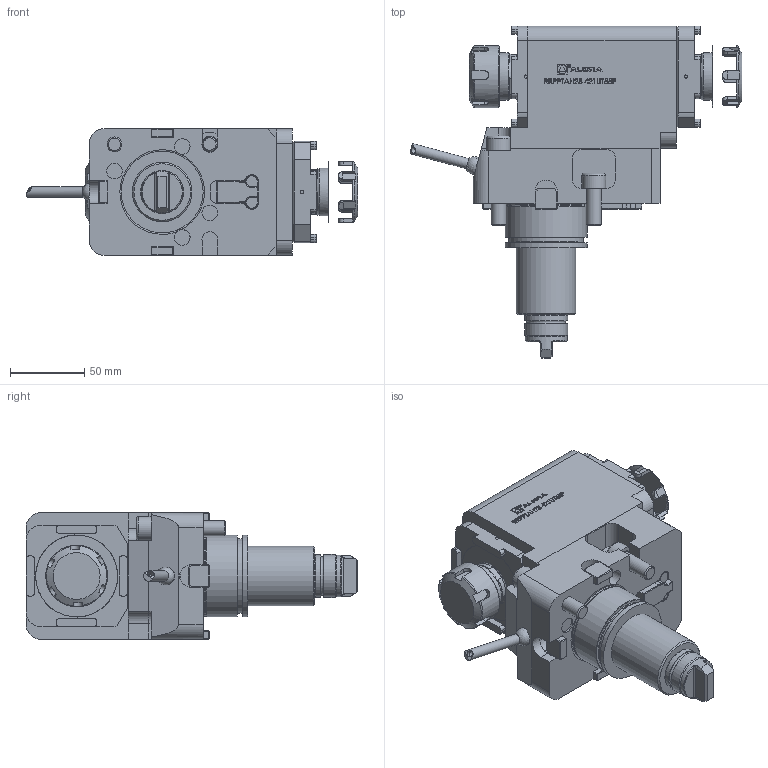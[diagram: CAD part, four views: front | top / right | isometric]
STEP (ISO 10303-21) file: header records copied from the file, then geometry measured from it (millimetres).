
FILE_DESCRIPTION (( 'STEP AP214' ), '1' );
FILE_NAME ('RRPPTAH25421UT55P.STEP', '2026-01-28T13:38:41', ( '' ), ( '' ), 'SwSTEP 2.0', 'SolidWorks 2023', '' );
FILE_SCHEMA (( 'AUTOMOTIVE_DESIGN' ));
Length unit declared in the file: millimetre
Products named in the file (1): RRPPTAH25421UT55P
Bounding box: 222.98 x 223 x 85 mm (x, y, z)
Volume: 1261004 mm3; surface area: 111469.7 mm2
Topology: 2 solids, 4 shells, 888 faces, 2367 edges, 1541 vertices
Faces by surface type: plane 571, cylinder 162, bspline 80, cone 43, torus 31, sphere 1
Full cylindrical faces by diameter (mm): 1.7 x1, 2.1 x1, 4 x1, 5 x1, 6 x2, 6.366 x1, 7 x1, 8.8 x1, 10 x2, 10.5 x2, 12 x1, 16 x2, 28 x1, 29 x2, 32 x2, 40 x1, 41.5 x3, 50.2 x1, 54.6 x1, 55 x2, 62.251 x1
Entity records: 36549 total; most frequent: CARTESIAN_POINT 11659, ORIENTED_EDGE 4550, DIRECTION 3953, EDGE_CURVE 2275, LINE 1545, VECTOR 1545, VERTEX_POINT 1508, AXIS2_PLACEMENT_3D 1204
